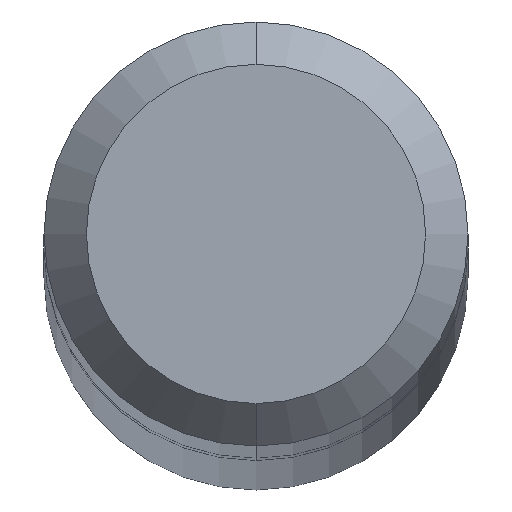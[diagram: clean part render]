
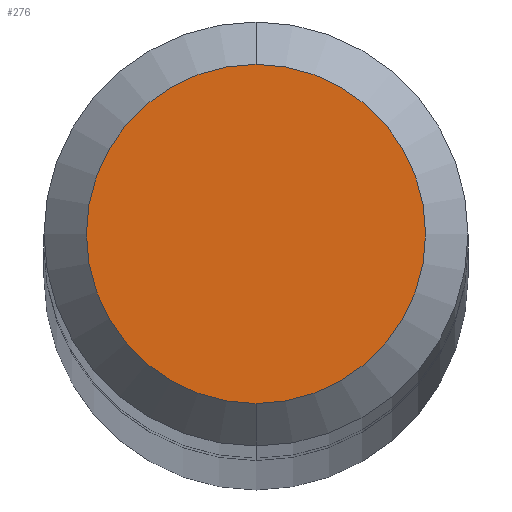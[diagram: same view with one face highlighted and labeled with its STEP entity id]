
A CAD part, top view. The second image highlights one B-rep face of the part: STEP entity #276.
In plain terms, the highlighted planar face has unit normal (0, 0, 1).
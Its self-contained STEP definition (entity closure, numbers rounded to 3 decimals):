
#256=VERTEX_POINT('',#551);
#276=ADVANCED_FACE('',(#572),#573,.T.);
#280=EDGE_CURVE('',#256,#390,#577,.T.);
#390=VERTEX_POINT('',#701);
#394=EDGE_CURVE('',#390,#256,#705,.T.);
#551=CARTESIAN_POINT('',(0.,-1.2,0.));
#572=FACE_OUTER_BOUND('',#1026,.T.);
#573=PLANE('',#1027);
#577=CIRCLE('',#1034,1.2);
#701=CARTESIAN_POINT('',(0.0,1.2,0.));
#705=CIRCLE('',#1287,1.2);
#1026=EDGE_LOOP('',(#1490,#1491));
#1027=AXIS2_PLACEMENT_3D('',#1492,#1493,#1494);
#1034=AXIS2_PLACEMENT_3D('',#1496,#1497,#1498);
#1287=AXIS2_PLACEMENT_3D('',#1649,#1650,#1651);
#1490=ORIENTED_EDGE('',*,*,#394,.F.);
#1491=ORIENTED_EDGE('',*,*,#280,.F.);
#1492=CARTESIAN_POINT('',(0.0,0.6,0.));
#1493=DIRECTION('',(-0.0,0.0,1.0));
#1494=DIRECTION('',(0.0,-1.0,0.0));
#1496=CARTESIAN_POINT('',(0.0,0.0,0.));
#1497=DIRECTION('',(0.0,0.0,-1.0));
#1498=DIRECTION('',(0.0,1.0,0.0));
#1649=CARTESIAN_POINT('',(0.0,0.0,0.));
#1650=DIRECTION('',(0.0,0.0,-1.0));
#1651=DIRECTION('',(0.0,1.0,0.0));
